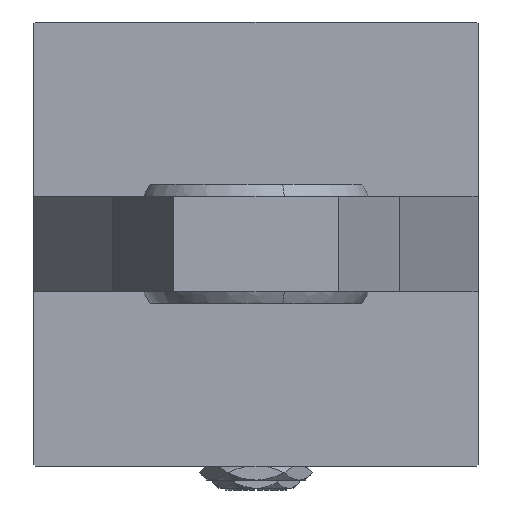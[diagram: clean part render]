
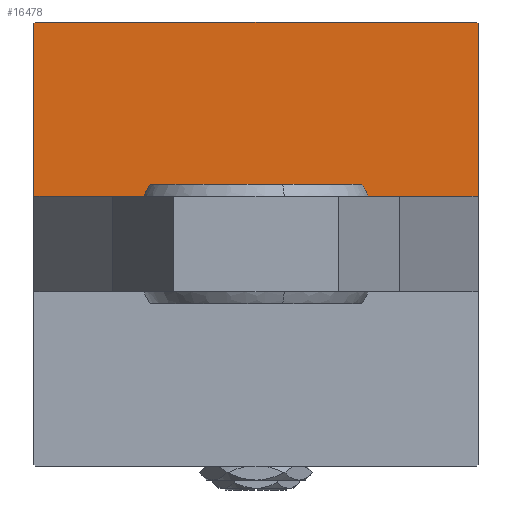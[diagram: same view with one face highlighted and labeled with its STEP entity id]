
A CAD part, left-side view. The second image highlights one B-rep face of the part: STEP entity #16478.
In plain terms, the highlighted planar face has unit normal (-1, 0, 0).
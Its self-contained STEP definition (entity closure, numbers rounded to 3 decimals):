
#335 = VECTOR ( 'NONE', #8885, 1000. ) ;
#367 = LINE ( 'NONE', #33375, #335 ) ;
#753 = CARTESIAN_POINT ( 'NONE',  ( 0., 64.75, -64.75 ) ) ;
#929 = DIRECTION ( 'NONE',  ( 0., 0., 1. ) ) ;
#1375 = ORIENTED_EDGE ( 'NONE', *, *, #15893, .F. ) ;
#1744 = LINE ( 'NONE', #51035, #3835 ) ;
#3835 = VECTOR ( 'NONE', #10000, 1000. ) ;
#5134 = DIRECTION ( 'NONE',  ( 0., 0., -1. ) ) ;
#5193 = PLANE ( 'NONE',  #49778 ) ;
#8594 = LINE ( 'NONE', #13107, #47264 ) ;
#8796 = ORIENTED_EDGE ( 'NONE', *, *, #14577, .T. ) ;
#8885 = DIRECTION ( 'NONE',  ( 0., 0.707, -0.707 ) ) ;
#10000 = DIRECTION ( 'NONE',  ( 0., -1., 0. ) ) ;
#10689 = ORIENTED_EDGE ( 'NONE', *, *, #39913, .T. ) ;
#11353 = VERTEX_POINT ( 'NONE', #47349 ) ;
#12310 = EDGE_CURVE ( 'NONE', #11353, #12356, #33975, .T. ) ;
#12356 = VERTEX_POINT ( 'NONE', #41723 ) ;
#12903 = CARTESIAN_POINT ( 'NONE',  ( 0., 0., 0. ) ) ;
#13107 = CARTESIAN_POINT ( 'NONE',  ( 0., 14., 65. ) ) ;
#13725 = DIRECTION ( 'NONE',  ( 0., 0., -1. ) ) ;
#14577 = EDGE_CURVE ( 'NONE', #12356, #21667, #37227, .T. ) ;
#15893 = EDGE_CURVE ( 'NONE', #47779, #33608, #1744, .T. ) ;
#16478 = ADVANCED_FACE ( 'NONE', ( #21668 ), #5193, .T. ) ;
#18834 = ORIENTED_EDGE ( 'NONE', *, *, #12310, .T. ) ;
#21667 = VERTEX_POINT ( 'NONE', #36534 ) ;
#21668 = FACE_OUTER_BOUND ( 'NONE', #27425, .T. ) ;
#23692 = ORIENTED_EDGE ( 'NONE', *, *, #31000, .T. ) ;
#25933 = DIRECTION ( 'NONE',  ( -1., 0., 0. ) ) ;
#27425 = EDGE_LOOP ( 'NONE', ( #51052, #1375, #10689, #18834, #8796, #23692 ) ) ;
#27688 = CARTESIAN_POINT ( 'NONE',  ( 0., 65., -65. ) ) ;
#28963 = DIRECTION ( 'NONE',  ( 0., -0.707, -0.707 ) ) ;
#30494 = CARTESIAN_POINT ( 'NONE',  ( 0., 65., 65. ) ) ;
#31000 = EDGE_CURVE ( 'NONE', #21667, #47050, #32218, .T. ) ;
#32218 = LINE ( 'NONE', #27688, #40909 ) ;
#33375 = CARTESIAN_POINT ( 'NONE',  ( 0., 64.75, 64.75 ) ) ;
#33432 = VECTOR ( 'NONE', #13725, 1000. ) ;
#33608 = VERTEX_POINT ( 'NONE', #42538 ) ;
#33975 = LINE ( 'NONE', #30494, #33432 ) ;
#36534 = CARTESIAN_POINT ( 'NONE',  ( 0., 64.5, -65. ) ) ;
#37227 = LINE ( 'NONE', #753, #38604 ) ;
#38604 = VECTOR ( 'NONE', #28963, 1000. ) ;
#39780 = CARTESIAN_POINT ( 'NONE',  ( 0., 64.5, 65. ) ) ;
#39913 = EDGE_CURVE ( 'NONE', #47779, #11353, #367, .T. ) ;
#40909 = VECTOR ( 'NONE', #43965, 1000. ) ;
#41723 = CARTESIAN_POINT ( 'NONE',  ( 0., 65., -64.5 ) ) ;
#42538 = CARTESIAN_POINT ( 'NONE',  ( 0., 14., 65. ) ) ;
#43965 = DIRECTION ( 'NONE',  ( 0., -1., 0. ) ) ;
#44697 = CARTESIAN_POINT ( 'NONE',  ( 0., 14., -65. ) ) ;
#47050 = VERTEX_POINT ( 'NONE', #44697 ) ;
#47264 = VECTOR ( 'NONE', #5134, 1000. ) ;
#47349 = CARTESIAN_POINT ( 'NONE',  ( 0., 65., 64.5 ) ) ;
#47779 = VERTEX_POINT ( 'NONE', #39780 ) ;
#47964 = EDGE_CURVE ( 'NONE', #33608, #47050, #8594, .T. ) ;
#49778 = AXIS2_PLACEMENT_3D ( 'NONE', #12903, #25933, #929 ) ;
#51035 = CARTESIAN_POINT ( 'NONE',  ( 0., 65., 65. ) ) ;
#51052 = ORIENTED_EDGE ( 'NONE', *, *, #47964, .F. ) ;
